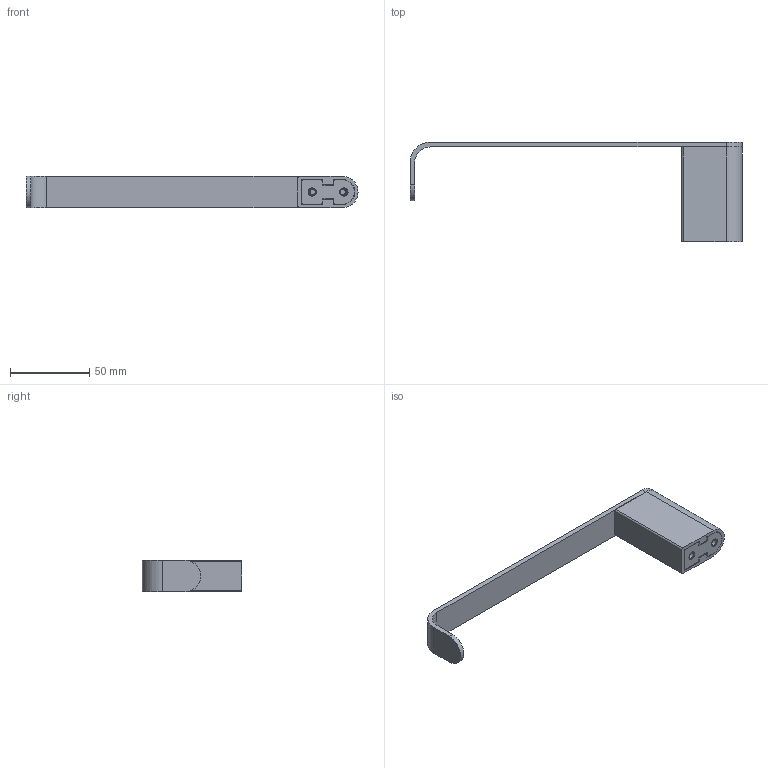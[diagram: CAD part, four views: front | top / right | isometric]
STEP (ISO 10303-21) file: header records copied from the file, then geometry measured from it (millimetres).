
FILE_DESCRIPTION (( 'STEP AP203' ), '1' );
FILE_NAME ('66651,0.STEP', '2020-09-01T08:27:34', ( '' ), ( '' ), 'SwSTEP 2.0', 'SolidWorks 2020', '' );
FILE_SCHEMA (( 'CONFIG_CONTROL_DESIGN' ));
Length unit declared in the file: millimetre
Products named in the file (5): 33扛蠍; 50--ﾎ-ﾃﾈ; 50ﾎｨ摠ﾎ｡﨔; 50+浣ﾝｬﾌ; 66651,0
Assembly tree (5 placements, depth 2):
  66651,0
    50--ﾎ-ﾃﾈ
    50ﾎｨ摠ﾎ｡﨔
    33扛蠍  x2
    50+浣ﾝｬﾌ
Bounding box: 210 x 63 x 20 mm (x, y, z)
Volume: 35605.5 mm3; surface area: 27093.5 mm2
Topology: 5 solids, 5 shells, 115 faces, 278 edges, 180 vertices
Faces by surface type: plane 46, cylinder 45, cone 20, bspline 4
Entity records: 3709 total; most frequent: CARTESIAN_POINT 591, DIRECTION 570, ORIENTED_EDGE 516, EDGE_CURVE 258, AXIS2_PLACEMENT_3D 211, VERTEX_POINT 168, LINE 148, VECTOR 148
